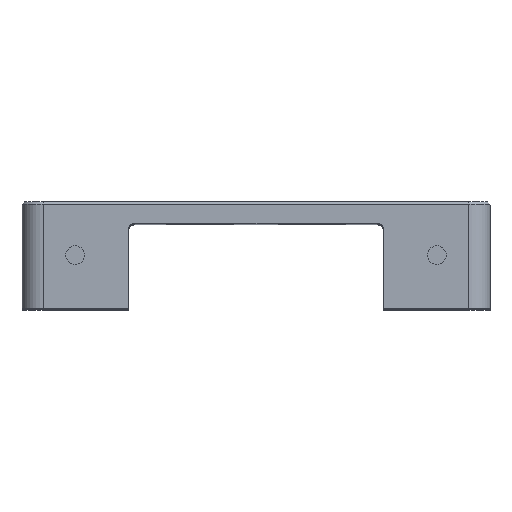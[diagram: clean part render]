
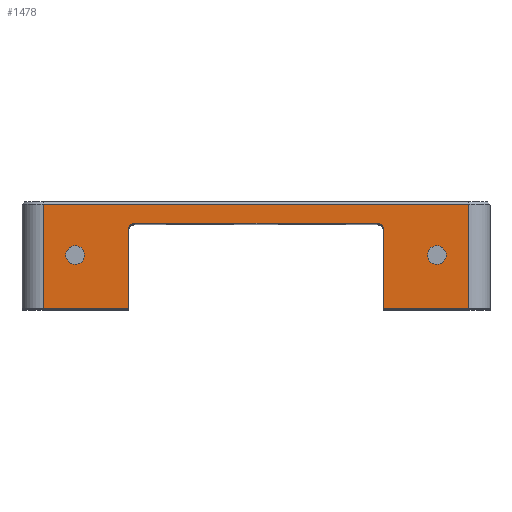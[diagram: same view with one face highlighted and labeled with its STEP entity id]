
A CAD part, top view. The second image highlights one B-rep face of the part: STEP entity #1478.
In plain terms, the highlighted planar face has unit normal (0, 0, 1).
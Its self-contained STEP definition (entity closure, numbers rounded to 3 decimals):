
#31=FACE_BOUND('',#229,.T.);
#32=FACE_BOUND('',#230,.T.);
#68=PLANE('',#1615);
#138=FACE_OUTER_BOUND('',#228,.T.);
#228=EDGE_LOOP('',(#1203,#1204,#1205,#1206,#1207,#1208,#1209,#1210,#1211,
#1212));
#229=EDGE_LOOP('',(#1213));
#230=EDGE_LOOP('',(#1214));
#323=LINE('',#2254,#467);
#353=LINE('',#2360,#497);
#376=LINE('',#2422,#520);
#377=LINE('',#2426,#521);
#378=LINE('',#2428,#522);
#379=LINE('',#2429,#523);
#380=LINE('',#2431,#524);
#381=LINE('',#2432,#525);
#467=VECTOR('',#1795,10.);
#497=VECTOR('',#1903,10.);
#520=VECTOR('',#1964,10.);
#521=VECTOR('',#1969,10.);
#522=VECTOR('',#1970,10.);
#523=VECTOR('',#1971,10.);
#524=VECTOR('',#1972,10.);
#525=VECTOR('',#1973,10.);
#596=CIRCLE('',#1588,1.5);
#597=CIRCLE('',#1590,1.5);
#609=CIRCLE('',#1616,2.2);
#610=CIRCLE('',#1617,2.2);
#672=VERTEX_POINT('',#2251);
#673=VERTEX_POINT('',#2253);
#703=VERTEX_POINT('',#2339);
#704=VERTEX_POINT('',#2343);
#707=VERTEX_POINT('',#2353);
#710=VERTEX_POINT('',#2358);
#730=VERTEX_POINT('',#2421);
#731=VERTEX_POINT('',#2425);
#732=VERTEX_POINT('',#2427);
#733=VERTEX_POINT('',#2430);
#734=VERTEX_POINT('',#2433);
#735=VERTEX_POINT('',#2435);
#826=EDGE_CURVE('',#673,#672,#323,.T.);
#870=EDGE_CURVE('',#703,#672,#596,.T.);
#871=EDGE_CURVE('',#673,#704,#597,.T.);
#879=EDGE_CURVE('',#710,#707,#353,.T.);
#911=EDGE_CURVE('',#707,#730,#376,.T.);
#913=EDGE_CURVE('',#731,#710,#377,.T.);
#914=EDGE_CURVE('',#732,#731,#378,.T.);
#915=EDGE_CURVE('',#704,#732,#379,.T.);
#916=EDGE_CURVE('',#703,#733,#380,.T.);
#917=EDGE_CURVE('',#730,#733,#381,.T.);
#918=EDGE_CURVE('',#734,#734,#609,.T.);
#919=EDGE_CURVE('',#735,#735,#610,.T.);
#1203=ORIENTED_EDGE('',*,*,#879,.F.);
#1204=ORIENTED_EDGE('',*,*,#913,.F.);
#1205=ORIENTED_EDGE('',*,*,#914,.F.);
#1206=ORIENTED_EDGE('',*,*,#915,.F.);
#1207=ORIENTED_EDGE('',*,*,#871,.F.);
#1208=ORIENTED_EDGE('',*,*,#826,.T.);
#1209=ORIENTED_EDGE('',*,*,#870,.F.);
#1210=ORIENTED_EDGE('',*,*,#916,.T.);
#1211=ORIENTED_EDGE('',*,*,#917,.F.);
#1212=ORIENTED_EDGE('',*,*,#911,.F.);
#1213=ORIENTED_EDGE('',*,*,#918,.T.);
#1214=ORIENTED_EDGE('',*,*,#919,.T.);
#1478=ADVANCED_FACE('',(#138,#31,#32),#68,.T.);
#1588=AXIS2_PLACEMENT_3D('',#2341,#1884,#1885);
#1590=AXIS2_PLACEMENT_3D('',#2344,#1888,#1889);
#1615=AXIS2_PLACEMENT_3D('',#2424,#1967,#1968);
#1616=AXIS2_PLACEMENT_3D('',#2434,#1974,#1975);
#1617=AXIS2_PLACEMENT_3D('',#2436,#1976,#1977);
#1795=DIRECTION('',(1.,0.,0.));
#1884=DIRECTION('center_axis',(0.,0.,1.));
#1885=DIRECTION('ref_axis',(0.707,0.707,0.));
#1888=DIRECTION('center_axis',(0.,0.,1.));
#1889=DIRECTION('ref_axis',(-0.707,0.707,0.));
#1903=DIRECTION('',(1.,0.,0.));
#1964=DIRECTION('',(0.,-1.,0.));
#1967=DIRECTION('center_axis',(0.,0.,1.));
#1968=DIRECTION('ref_axis',(1.,0.,0.));
#1969=DIRECTION('',(0.,1.,0.));
#1970=DIRECTION('',(-1.,0.,0.));
#1971=DIRECTION('',(0.,-1.,0.));
#1972=DIRECTION('',(0.,-1.,0.));
#1973=DIRECTION('',(-1.,0.,0.));
#1974=DIRECTION('center_axis',(0.,0.,-1.));
#1975=DIRECTION('ref_axis',(1.,0.,0.));
#1976=DIRECTION('center_axis',(0.,0.,-1.));
#1977=DIRECTION('ref_axis',(-1.,0.,0.));
#2251=CARTESIAN_POINT('',(28.5,1.6,120.));
#2253=CARTESIAN_POINT('',(-28.5,1.6,120.));
#2254=CARTESIAN_POINT('',(-55.,1.6,120.));
#2339=CARTESIAN_POINT('',(30.,0.1,120.));
#2341=CARTESIAN_POINT('Origin',(28.5,0.1,120.));
#2343=CARTESIAN_POINT('',(-30.,0.1,120.));
#2344=CARTESIAN_POINT('Origin',(-28.5,0.1,120.));
#2353=CARTESIAN_POINT('',(50.,6.1,120.));
#2358=CARTESIAN_POINT('',(-50.,6.1,120.));
#2360=CARTESIAN_POINT('',(-27.5,6.1,120.));
#2421=CARTESIAN_POINT('',(50.,-18.4,120.));
#2422=CARTESIAN_POINT('',(50.,1.6,120.));
#2424=CARTESIAN_POINT('Origin',(-55.,1.6,120.));
#2425=CARTESIAN_POINT('',(-50.,-18.4,120.));
#2426=CARTESIAN_POINT('',(-50.,1.6,120.));
#2427=CARTESIAN_POINT('',(-30.,-18.4,120.));
#2428=CARTESIAN_POINT('',(-55.,-18.4,120.));
#2429=CARTESIAN_POINT('',(-30.,1.6,120.));
#2430=CARTESIAN_POINT('',(30.,-18.4,120.));
#2431=CARTESIAN_POINT('',(30.,1.6,120.));
#2432=CARTESIAN_POINT('',(55.,-18.4,120.));
#2433=CARTESIAN_POINT('',(-44.7,-5.9,120.));
#2434=CARTESIAN_POINT('Origin',(-42.5,-5.9,120.));
#2435=CARTESIAN_POINT('',(44.7,-5.9,120.));
#2436=CARTESIAN_POINT('Origin',(42.5,-5.9,120.));
